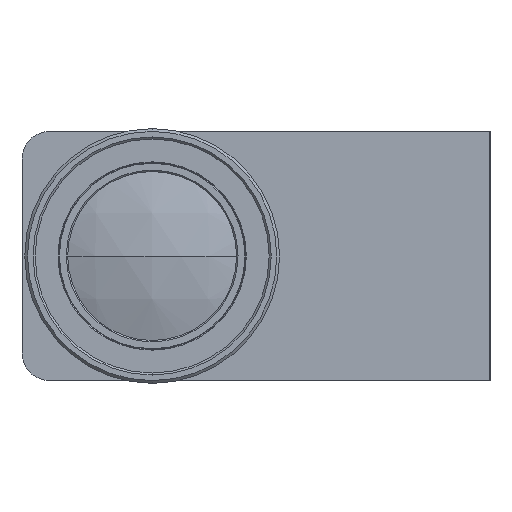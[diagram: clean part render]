
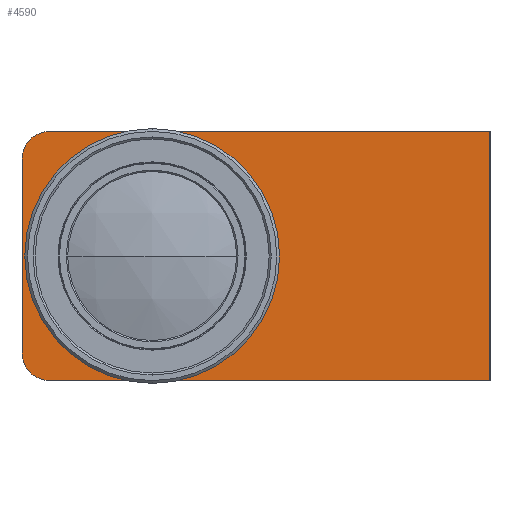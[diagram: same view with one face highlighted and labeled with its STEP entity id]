
A CAD part, left-side view. The second image highlights one B-rep face of the part: STEP entity #4590.
In plain terms, the highlighted planar face has unit normal (-1, 0, 0).
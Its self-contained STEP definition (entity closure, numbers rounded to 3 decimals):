
#37 = DIRECTION ( 'NONE',  ( 0., 0., -1. ) ) ;
#226 = DIRECTION ( 'NONE',  ( 0., 0., -1. ) ) ;
#276 = CARTESIAN_POINT ( 'NONE',  ( 35.153, 18.5, 22.5 ) ) ;
#294 = ORIENTED_EDGE ( 'NONE', *, *, #4604, .T. ) ;
#347 = EDGE_CURVE ( 'NONE', #3394, #1740, #5004, .T. ) ;
#434 = CARTESIAN_POINT ( 'NONE',  ( 35.153, 21.5, 0. ) ) ;
#587 = EDGE_CURVE ( 'NONE', #2723, #845, #2823, .T. ) ;
#845 = VERTEX_POINT ( 'NONE', #2918 ) ;
#877 = DIRECTION ( 'NONE',  ( 1., 0., 0. ) ) ;
#979 = VECTOR ( 'NONE', #4909, 1000. ) ;
#1060 = VERTEX_POINT ( 'NONE', #1981 ) ;
#1069 = EDGE_CURVE ( 'NONE', #4390, #1060, #3812, .T. ) ;
#1115 = CARTESIAN_POINT ( 'NONE',  ( 35.153, -61., -22.5 ) ) ;
#1126 = CARTESIAN_POINT ( 'NONE',  ( 35.153, 18.5, 17.5 ) ) ;
#1285 = DIRECTION ( 'NONE',  ( 0., 1., 0. ) ) ;
#1552 = DIRECTION ( 'NONE',  ( 0., 0., -1. ) ) ;
#1576 = CARTESIAN_POINT ( 'NONE',  ( 35.153, 0., 0. ) ) ;
#1587 = CIRCLE ( 'NONE', #4411, 5. ) ;
#1619 = EDGE_LOOP ( 'NONE', ( #5488, #4045, #3373, #3396, #4333, #5294 ) ) ;
#1657 = FACE_BOUND ( 'NONE', #2470, .T. ) ;
#1721 = VECTOR ( 'NONE', #226, 1000. ) ;
#1734 = PLANE ( 'NONE',  #3319 ) ;
#1740 = VERTEX_POINT ( 'NONE', #1115 ) ;
#1953 = CARTESIAN_POINT ( 'NONE',  ( 35.153, -61., 22.5 ) ) ;
#1981 = CARTESIAN_POINT ( 'NONE',  ( 35.153, 0., 21.5 ) ) ;
#1986 = DIRECTION ( 'NONE',  ( -1., 0., 0. ) ) ;
#2006 = DIRECTION ( 'NONE',  ( 0., 0., -1. ) ) ;
#2038 = AXIS2_PLACEMENT_3D ( 'NONE', #1126, #4084, #1552 ) ;
#2139 = EDGE_CURVE ( 'NONE', #4666, #1740, #2247, .T. ) ;
#2219 = CARTESIAN_POINT ( 'NONE',  ( 35.153, 0., -22.5 ) ) ;
#2247 = LINE ( 'NONE', #1953, #979 ) ;
#2470 = EDGE_LOOP ( 'NONE', ( #4848, #294 ) ) ;
#2592 = DIRECTION ( 'NONE',  ( 1., 0., 0. ) ) ;
#2624 = CARTESIAN_POINT ( 'NONE',  ( 35.153, -61., 22.5 ) ) ;
#2637 = FACE_OUTER_BOUND ( 'NONE', #1619, .T. ) ;
#2664 = EDGE_CURVE ( 'NONE', #845, #2794, #5079, .T. ) ;
#2723 = VERTEX_POINT ( 'NONE', #276 ) ;
#2794 = VERTEX_POINT ( 'NONE', #3731 ) ;
#2823 = CIRCLE ( 'NONE', #2038, 5. ) ;
#2900 = LINE ( 'NONE', #4246, #4171 ) ;
#2918 = CARTESIAN_POINT ( 'NONE',  ( 35.153, 23.5, 17.5 ) ) ;
#3033 = AXIS2_PLACEMENT_3D ( 'NONE', #5110, #2592, #37 ) ;
#3319 = AXIS2_PLACEMENT_3D ( 'NONE', #434, #877, #3855 ) ;
#3373 = ORIENTED_EDGE ( 'NONE', *, *, #347, .T. ) ;
#3394 = VERTEX_POINT ( 'NONE', #4924 ) ;
#3396 = ORIENTED_EDGE ( 'NONE', *, *, #2139, .F. ) ;
#3506 = AXIS2_PLACEMENT_3D ( 'NONE', #1576, #4532, #2006 ) ;
#3731 = CARTESIAN_POINT ( 'NONE',  ( 35.153, 23.5, -17.5 ) ) ;
#3812 = CIRCLE ( 'NONE', #3506, 21.5 ) ;
#3855 = DIRECTION ( 'NONE',  ( 0., 0., -1. ) ) ;
#3888 = VECTOR ( 'NONE', #4750, 1000. ) ;
#4045 = ORIENTED_EDGE ( 'NONE', *, *, #5343, .T. ) ;
#4071 = CARTESIAN_POINT ( 'NONE',  ( 35.153, 0., -21.5 ) ) ;
#4084 = DIRECTION ( 'NONE',  ( -1., 0., 0. ) ) ;
#4171 = VECTOR ( 'NONE', #1285, 1000. ) ;
#4246 = CARTESIAN_POINT ( 'NONE',  ( 35.153, 0., 22.5 ) ) ;
#4333 = ORIENTED_EDGE ( 'NONE', *, *, #4549, .T. ) ;
#4390 = VERTEX_POINT ( 'NONE', #4071 ) ;
#4411 = AXIS2_PLACEMENT_3D ( 'NONE', #4517, #1986, #4929 ) ;
#4517 = CARTESIAN_POINT ( 'NONE',  ( 35.153, 18.5, -17.5 ) ) ;
#4532 = DIRECTION ( 'NONE',  ( 1., 0., 0. ) ) ;
#4549 = EDGE_CURVE ( 'NONE', #4666, #2723, #2900, .T. ) ;
#4590 = ADVANCED_FACE ( 'NONE', ( #1657, #2637 ), #1734, .F. ) ;
#4604 = EDGE_CURVE ( 'NONE', #1060, #4390, #5021, .T. ) ;
#4666 = VERTEX_POINT ( 'NONE', #2624 ) ;
#4750 = DIRECTION ( 'NONE',  ( 0., -1., 0. ) ) ;
#4848 = ORIENTED_EDGE ( 'NONE', *, *, #1069, .T. ) ;
#4909 = DIRECTION ( 'NONE',  ( 0., 0., -1. ) ) ;
#4924 = CARTESIAN_POINT ( 'NONE',  ( 35.153, 18.5, -22.5 ) ) ;
#4929 = DIRECTION ( 'NONE',  ( 0., 0., -1. ) ) ;
#5004 = LINE ( 'NONE', #2219, #3888 ) ;
#5021 = CIRCLE ( 'NONE', #3033, 21.5 ) ;
#5079 = LINE ( 'NONE', #5301, #1721 ) ;
#5110 = CARTESIAN_POINT ( 'NONE',  ( 35.153, 0., 0. ) ) ;
#5294 = ORIENTED_EDGE ( 'NONE', *, *, #587, .T. ) ;
#5301 = CARTESIAN_POINT ( 'NONE',  ( 35.153, 23.5, 22.5 ) ) ;
#5343 = EDGE_CURVE ( 'NONE', #2794, #3394, #1587, .T. ) ;
#5488 = ORIENTED_EDGE ( 'NONE', *, *, #2664, .T. ) ;
